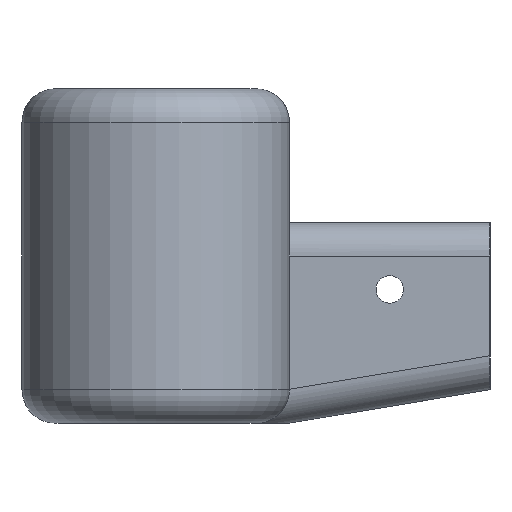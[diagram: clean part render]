
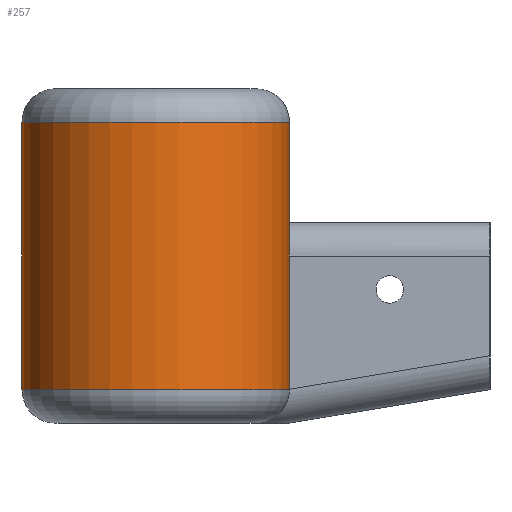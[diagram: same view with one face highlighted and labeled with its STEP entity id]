
A CAD part, left-side view. The second image highlights one B-rep face of the part: STEP entity #257.
In plain terms, the highlighted cylindrical face has radius 20 mm (diameter 40 mm), a partial arc.
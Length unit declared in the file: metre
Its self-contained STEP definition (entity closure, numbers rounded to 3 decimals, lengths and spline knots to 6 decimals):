
#257 = ADVANCED_FACE( '', ( #567 ), #568, .T. );
#567 = FACE_OUTER_BOUND( '', #2079, .T. );
#568 = CYLINDRICAL_SURFACE( '', #2080, 0.02 );
#2079 = EDGE_LOOP( '', ( #2834, #2835, #2836, #2837, #2838, #2839, #2840, #2841 ) );
#2080 = AXIS2_PLACEMENT_3D( '', #2842, #2843, #2844 );
#2834 = ORIENTED_EDGE( '', *, *, #3227, .F. );
#2835 = ORIENTED_EDGE( '', *, *, #3232, .T. );
#2836 = ORIENTED_EDGE( '', *, *, #3226, .T. );
#2837 = ORIENTED_EDGE( '', *, *, #3230, .T. );
#2838 = ORIENTED_EDGE( '', *, *, #3085, .T. );
#2839 = ORIENTED_EDGE( '', *, *, #3097, .T. );
#2840 = ORIENTED_EDGE( '', *, *, #3154, .F. );
#2841 = ORIENTED_EDGE( '', *, *, #3228, .F. );
#2842 = CARTESIAN_POINT( '', ( -0.08, 0., 0.01 ) );
#2843 = DIRECTION( '', ( 0., 0., 1. ) );
#2844 = DIRECTION( '', ( -1., 0., 0. ) );
#3085 = EDGE_CURVE( '', #3475, #3473, #3476, .T. );
#3097 = EDGE_CURVE( '', #3473, #3298, #3491, .T. );
#3154 = EDGE_CURVE( '', #3554, #3298, #3577, .T. );
#3226 = EDGE_CURVE( '', #3563, #3669, #3670, .T. );
#3227 = EDGE_CURVE( '', #3561, #3671, #3672, .T. );
#3228 = EDGE_CURVE( '', #3671, #3554, #3673, .T. );
#3230 = EDGE_CURVE( '', #3669, #3475, #3675, .T. );
#3232 = EDGE_CURVE( '', #3561, #3563, #3677, .F. );
#3298 = VERTEX_POINT( '', #3780 );
#3473 = VERTEX_POINT( '', #4053 );
#3475 = VERTEX_POINT( '', #4056 );
#3476 = LINE( '', #4057, #4058 );
#3491 = CIRCLE( '', #4079, 0.02 );
#3554 = VERTEX_POINT( '', #4178 );
#3561 = VERTEX_POINT( '', #4203 );
#3563 = VERTEX_POINT( '', #4214 );
#3577 = LINE( '', #4459, #4460 );
#3669 = VERTEX_POINT( '', #4629 );
#3670 = B_SPLINE_CURVE_WITH_KNOTS( '', 3, ( #4630, #4631, #4632, #4633 ), .UNSPECIFIED., .F., .F., ( 4, 4 ), ( 0.25, 1. ), .UNSPECIFIED. );
#3671 = VERTEX_POINT( '', #4634 );
#3672 = B_SPLINE_CURVE_WITH_KNOTS( '', 1, ( #4635, #4636 ), .UNSPECIFIED., .F., .F., ( 2, 2 ), ( 0.25, 1. ), .UNSPECIFIED. );
#3673 = LINE( '', #4637, #4638 );
#3675 = LINE( '', #4657, #4658 );
#3677 = CIRCLE( '', #4660, 0.02 );
#3780 = CARTESIAN_POINT( '', ( -0.08, -0.02, 0.005 ) );
#4053 = CARTESIAN_POINT( '', ( -0.08, 0.02, 0.005 ) );
#4056 = CARTESIAN_POINT( '', ( -0.08, 0.02, 0.025 ) );
#4057 = CARTESIAN_POINT( '', ( -0.08, 0.02, 0.01 ) );
#4058 = VECTOR( '', #4859, 1. );
#4079 = AXIS2_PLACEMENT_3D( '', #4872, #4873, #4874 );
#4178 = CARTESIAN_POINT( '', ( -0.08, -0.02, 0.025 ) );
#4203 = CARTESIAN_POINT( '', ( -0.08, -0.02, 0.045 ) );
#4214 = CARTESIAN_POINT( '', ( -0.08, 0.02, 0.045 ) );
#4459 = CARTESIAN_POINT( '', ( -0.08, -0.02, 0.01 ) );
#4460 = VECTOR( '', #4950, 1. );
#4629 = CARTESIAN_POINT( '', ( -0.08, 0.02, 0.03 ) );
#4630 = CARTESIAN_POINT( '', ( -0.08, 0.02, 0.045 ) );
#4631 = CARTESIAN_POINT( '', ( -0.08, 0.02, 0.04 ) );
#4632 = CARTESIAN_POINT( '', ( -0.08, 0.02, 0.035 ) );
#4633 = CARTESIAN_POINT( '', ( -0.08, 0.02, 0.03 ) );
#4634 = CARTESIAN_POINT( '', ( -0.08, -0.02, 0.03 ) );
#4635 = CARTESIAN_POINT( '', ( -0.08, -0.02, 0.045 ) );
#4636 = CARTESIAN_POINT( '', ( -0.08, -0.02, 0.03 ) );
#4637 = CARTESIAN_POINT( '', ( -0.08, -0.02, 0.01 ) );
#4638 = VECTOR( '', #5025, 1. );
#4657 = CARTESIAN_POINT( '', ( -0.08, 0.02, 0.01 ) );
#4658 = VECTOR( '', #5026, 1. );
#4660 = AXIS2_PLACEMENT_3D( '', #5027, #5028, #5029 );
#4859 = DIRECTION( '', ( 0., 0., -1. ) );
#4872 = CARTESIAN_POINT( '', ( -0.08, 0., 0.005 ) );
#4873 = DIRECTION( '', ( 0., 0., 1. ) );
#4874 = DIRECTION( '', ( 1., 0., 0. ) );
#4950 = DIRECTION( '', ( 0., 0., -1. ) );
#5025 = DIRECTION( '', ( 0., 0., -1. ) );
#5026 = DIRECTION( '', ( 0., 0., -1. ) );
#5027 = CARTESIAN_POINT( '', ( -0.08, 0., 0.045 ) );
#5028 = DIRECTION( '', ( 0., 0., 1. ) );
#5029 = DIRECTION( '', ( 1., 0., 0. ) );
